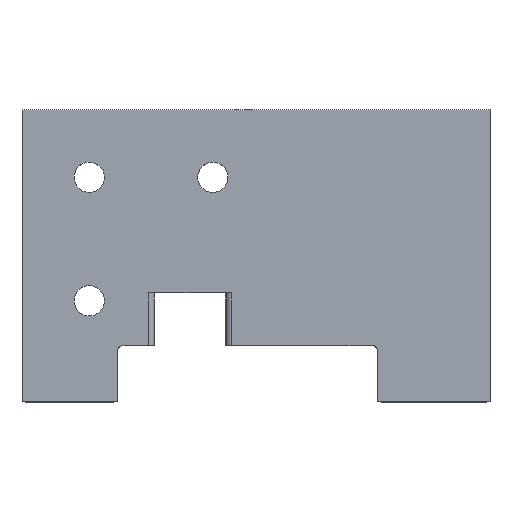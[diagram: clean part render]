
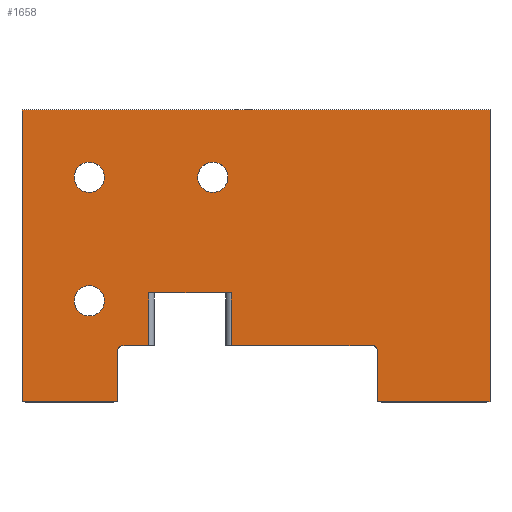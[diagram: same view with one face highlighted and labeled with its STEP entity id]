
A CAD part, top view. The second image highlights one B-rep face of the part: STEP entity #1658.
In plain terms, the highlighted planar face has unit normal (0, 0, 1).
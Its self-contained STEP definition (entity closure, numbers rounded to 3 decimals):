
#114=FACE_BOUND('',#239,.T.);
#115=FACE_BOUND('',#240,.T.);
#116=FACE_BOUND('',#241,.T.);
#126=FACE_OUTER_BOUND('',#238,.T.);
#238=EDGE_LOOP('',(#1163,#1164,#1165,#1166,#1167,#1168,#1169,#1170,#1171,
#1172,#1173,#1174,#1175,#1176));
#239=EDGE_LOOP('',(#1177));
#240=EDGE_LOOP('',(#1178));
#241=EDGE_LOOP('',(#1179));
#364=CIRCLE('',#1793,0.5);
#365=CIRCLE('',#1794,0.5);
#366=CIRCLE('',#1795,1.35);
#367=CIRCLE('',#1796,1.35);
#368=CIRCLE('',#1797,1.35);
#498=LINE('',#2781,#620);
#499=LINE('',#2785,#621);
#500=LINE('',#2787,#622);
#501=LINE('',#2789,#623);
#502=LINE('',#2791,#624);
#503=LINE('',#2793,#625);
#504=LINE('',#2795,#626);
#505=LINE('',#2797,#627);
#506=LINE('',#2801,#628);
#507=LINE('',#2803,#629);
#508=LINE('',#2805,#630);
#509=LINE('',#2806,#631);
#620=VECTOR('',#2059,1.);
#621=VECTOR('',#2062,1.);
#622=VECTOR('',#2063,1.);
#623=VECTOR('',#2064,1.);
#624=VECTOR('',#2065,1.);
#625=VECTOR('',#2066,1.);
#626=VECTOR('',#2067,1.);
#627=VECTOR('',#2068,1.);
#628=VECTOR('',#2071,1.);
#629=VECTOR('',#2072,1.);
#630=VECTOR('',#2073,1.);
#631=VECTOR('',#2074,1.);
#758=VERTEX_POINT('',#2779);
#759=VERTEX_POINT('',#2780);
#760=VERTEX_POINT('',#2782);
#761=VERTEX_POINT('',#2784);
#762=VERTEX_POINT('',#2786);
#763=VERTEX_POINT('',#2788);
#764=VERTEX_POINT('',#2790);
#765=VERTEX_POINT('',#2792);
#766=VERTEX_POINT('',#2794);
#767=VERTEX_POINT('',#2796);
#768=VERTEX_POINT('',#2798);
#769=VERTEX_POINT('',#2800);
#770=VERTEX_POINT('',#2802);
#771=VERTEX_POINT('',#2804);
#772=VERTEX_POINT('',#2807);
#773=VERTEX_POINT('',#2809);
#774=VERTEX_POINT('',#2811);
#909=EDGE_CURVE('',#758,#759,#498,.T.);
#910=EDGE_CURVE('',#760,#759,#364,.T.);
#911=EDGE_CURVE('',#760,#761,#499,.T.);
#912=EDGE_CURVE('',#762,#761,#500,.T.);
#913=EDGE_CURVE('',#762,#763,#501,.T.);
#914=EDGE_CURVE('',#764,#763,#502,.T.);
#915=EDGE_CURVE('',#764,#765,#503,.T.);
#916=EDGE_CURVE('',#766,#765,#504,.T.);
#917=EDGE_CURVE('',#767,#766,#505,.T.);
#918=EDGE_CURVE('',#768,#767,#365,.T.);
#919=EDGE_CURVE('',#768,#769,#506,.T.);
#920=EDGE_CURVE('',#770,#769,#507,.T.);
#921=EDGE_CURVE('',#770,#771,#508,.T.);
#922=EDGE_CURVE('',#758,#771,#509,.T.);
#923=EDGE_CURVE('',#772,#772,#366,.T.);
#924=EDGE_CURVE('',#773,#773,#367,.T.);
#925=EDGE_CURVE('',#774,#774,#368,.T.);
#1163=ORIENTED_EDGE('',*,*,#909,.T.);
#1164=ORIENTED_EDGE('',*,*,#910,.F.);
#1165=ORIENTED_EDGE('',*,*,#911,.T.);
#1166=ORIENTED_EDGE('',*,*,#912,.F.);
#1167=ORIENTED_EDGE('',*,*,#913,.T.);
#1168=ORIENTED_EDGE('',*,*,#914,.F.);
#1169=ORIENTED_EDGE('',*,*,#915,.T.);
#1170=ORIENTED_EDGE('',*,*,#916,.F.);
#1171=ORIENTED_EDGE('',*,*,#917,.F.);
#1172=ORIENTED_EDGE('',*,*,#918,.F.);
#1173=ORIENTED_EDGE('',*,*,#919,.T.);
#1174=ORIENTED_EDGE('',*,*,#920,.F.);
#1175=ORIENTED_EDGE('',*,*,#921,.T.);
#1176=ORIENTED_EDGE('',*,*,#922,.F.);
#1177=ORIENTED_EDGE('',*,*,#923,.T.);
#1178=ORIENTED_EDGE('',*,*,#924,.T.);
#1179=ORIENTED_EDGE('',*,*,#925,.T.);
#1632=PLANE('',#1792);
#1658=ADVANCED_FACE('',(#126,#114,#115,#116),#1632,.T.);
#1792=AXIS2_PLACEMENT_3D('',#2778,#2057,#2058);
#1793=AXIS2_PLACEMENT_3D('',#2783,#2060,#2061);
#1794=AXIS2_PLACEMENT_3D('',#2799,#2069,#2070);
#1795=AXIS2_PLACEMENT_3D('',#2808,#2075,#2076);
#1796=AXIS2_PLACEMENT_3D('',#2810,#2077,#2078);
#1797=AXIS2_PLACEMENT_3D('',#2812,#2079,#2080);
#2057=DIRECTION('center_axis',(0.,0.,1.));
#2058=DIRECTION('ref_axis',(0.,-1.,0.));
#2059=DIRECTION('',(1.,0.,0.));
#2060=DIRECTION('center_axis',(0.,0.,1.));
#2061=DIRECTION('ref_axis',(0.,-1.,0.));
#2062=DIRECTION('',(0.,-1.,0.));
#2063=DIRECTION('',(-1.,0.,0.));
#2064=DIRECTION('',(0.,1.,0.));
#2065=DIRECTION('',(1.,0.,0.));
#2066=DIRECTION('',(0.,-1.,0.));
#2067=DIRECTION('',(-1.,0.,0.));
#2068=DIRECTION('',(0.,-1.,0.));
#2069=DIRECTION('center_axis',(0.,0.,1.));
#2070=DIRECTION('ref_axis',(0.,-1.,0.));
#2071=DIRECTION('',(1.,0.,0.));
#2072=DIRECTION('',(0.,-1.,0.));
#2073=DIRECTION('',(1.,0.,0.));
#2074=DIRECTION('',(0.,1.,0.));
#2075=DIRECTION('center_axis',(0.,0.,-1.));
#2076=DIRECTION('ref_axis',(1.,0.,0.));
#2077=DIRECTION('center_axis',(0.,0.,-1.));
#2078=DIRECTION('ref_axis',(1.,0.,0.));
#2079=DIRECTION('center_axis',(0.,0.,-1.));
#2080=DIRECTION('ref_axis',(1.,0.,0.));
#2778=CARTESIAN_POINT('Origin',(-12.85,-20.,-31.));
#2779=CARTESIAN_POINT('',(-2.689,-21.,-31.));
#2780=CARTESIAN_POINT('',(9.85,-21.,-31.));
#2781=CARTESIAN_POINT('',(-12.85,-21.,-31.));
#2782=CARTESIAN_POINT('',(10.35,-21.5,-31.));
#2783=CARTESIAN_POINT('Origin',(9.85,-21.5,-31.));
#2784=CARTESIAN_POINT('',(10.35,-26.,-31.));
#2785=CARTESIAN_POINT('',(10.35,-20.,-31.));
#2786=CARTESIAN_POINT('',(20.355,-26.,-31.));
#2787=CARTESIAN_POINT('',(14.85,-26.,-31.));
#2788=CARTESIAN_POINT('',(20.355,0.,-31.));
#2789=CARTESIAN_POINT('',(20.355,-23.,-31.));
#2790=CARTESIAN_POINT('',(-21.35,0.,-31.));
#2791=CARTESIAN_POINT('',(0.,0.,-31.));
#2792=CARTESIAN_POINT('',(-21.35,-26.,-31.));
#2793=CARTESIAN_POINT('',(-21.35,-20.,-31.));
#2794=CARTESIAN_POINT('',(-12.85,-26.,-31.));
#2795=CARTESIAN_POINT('',(-12.85,-26.,-31.));
#2796=CARTESIAN_POINT('',(-12.85,-21.5,-31.));
#2797=CARTESIAN_POINT('',(-12.85,-20.,-31.));
#2798=CARTESIAN_POINT('',(-12.35,-21.,-31.));
#2799=CARTESIAN_POINT('Origin',(-12.35,-21.5,-31.));
#2800=CARTESIAN_POINT('',(-10.061,-21.,-31.));
#2801=CARTESIAN_POINT('',(-12.85,-21.,-31.));
#2802=CARTESIAN_POINT('',(-10.061,-16.3,-31.));
#2803=CARTESIAN_POINT('',(-10.061,-23.,-31.));
#2804=CARTESIAN_POINT('',(-2.689,-16.3,-31.));
#2805=CARTESIAN_POINT('',(-12.85,-16.3,-31.));
#2806=CARTESIAN_POINT('',(-2.689,-16.3,-31.));
#2807=CARTESIAN_POINT('',(-15.35,-18.35,-31.));
#2808=CARTESIAN_POINT('Origin',(-15.35,-17.,-31.));
#2809=CARTESIAN_POINT('',(-15.35,-7.35,-31.));
#2810=CARTESIAN_POINT('Origin',(-15.35,-6.,-31.));
#2811=CARTESIAN_POINT('',(-4.35,-7.35,-31.));
#2812=CARTESIAN_POINT('Origin',(-4.35,-6.,-31.));
